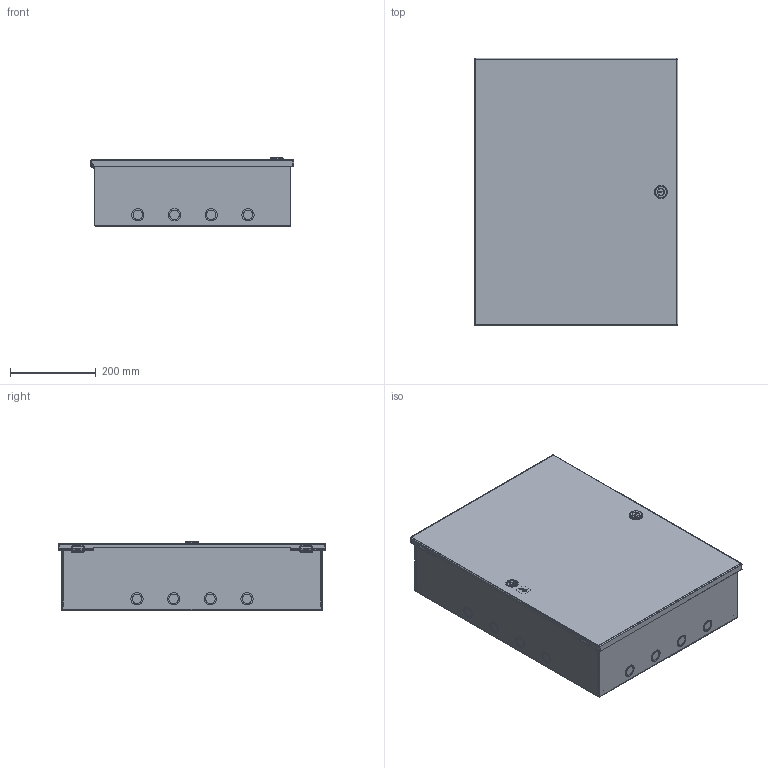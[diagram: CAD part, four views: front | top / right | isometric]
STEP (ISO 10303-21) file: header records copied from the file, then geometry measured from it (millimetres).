
FILE_DESCRIPTION(/* description */ ('1100E 24" x 18" x 6" Assembly'),/* implementation_level */ '2;1');
FILE_NAME(/* name */ '1100E241806.stp',/* time_stamp */ '2025-05-16T09:44:56-04:00',/* author */ ('BoxCad'),/* organization */ (''),/* preprocessor_version */ 'ST-DEVELOPER v20',/* originating_system */ 'Autodesk Inventor 2024',/* authorisation */ '');
FILE_SCHEMA (('AUTOMOTIVE_DESIGN { 1 0 10303 214 3 1 1 }'));
Products named in the file (16): 1100E241806; 1100E241806B; 1100E241806B-P; 1100E241806C; 1100E241806C-P; STK-P-02400S; STK-A-33033-1; STK-A-33033-2; STK-Q-33033-B; STK-Q-33033-S; STK-Q-33033-G; STK-S-00800; STK-S-00900; STK-A-880SCQ1-SL-1; STK-Q-78631; STK-Q-78644
Assembly tree (19 placements, depth 4):
  1100E241806
    1100E241806B
      1100E241806B-P
      STK-P-02400S
    1100E241806C
      1100E241806C-P
      STK-P-02400S
      STK-A-33033-1
        STK-Q-33033-B
        STK-Q-33033-S
        STK-Q-33033-G
      STK-A-33033-2
        STK-Q-33033-B
        STK-Q-33033-S
        STK-Q-33033-G
      STK-S-00800
      STK-S-00900
      STK-A-880SCQ1-SL-1
        STK-Q-78631
        STK-Q-78644
Bounding box: 476.08 x 624.64 x 160.39 mm (x, y, z)
Volume: 1658311.5 mm3; surface area: 1937378 mm2
Topology: 14 solids, 14 shells, 5792 faces, 14906 edges, 9211 vertices
Faces by surface type: plane 2597, bspline 1618, cylinder 1080, torus 306, sphere 135, cone 56
Full cylindrical faces by diameter (mm): 0.762 x1, 1.1 x1, 1.3 x1, 3 x2, 3.175 x2, 4 x2, 4.45 x2, 4.496 x2, 4.9 x14, 5 x4, 5.1 x2, 7.366 x4, 7.925 x1, 9.525 x1, 27 x1, 29 x1, 30 x1, 31.75 x1
Entity records: 160451 total; most frequent: CARTESIAN_POINT 50525, ORIENTED_EDGE 24148, DIRECTION 19074, EDGE_CURVE 12074, VERTEX_POINT 7631, LINE 7400, VECTOR 7400, AXIS2_PLACEMENT_3D 5837
